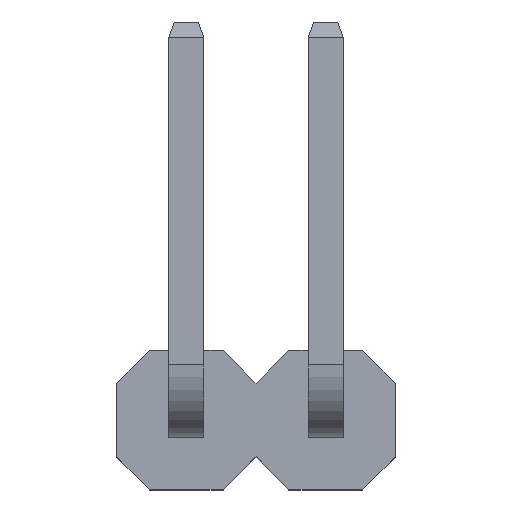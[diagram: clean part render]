
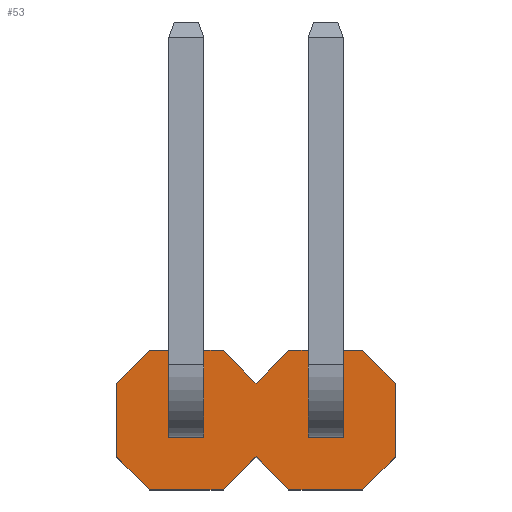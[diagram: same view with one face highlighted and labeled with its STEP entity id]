
A CAD part, top view. The second image highlights one B-rep face of the part: STEP entity #53.
In plain terms, the highlighted planar face has unit normal (0, 0, 1).
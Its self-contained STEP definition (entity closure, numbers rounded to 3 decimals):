
#53=ADVANCED_FACE('',(#665,#667,#669),#671,.T.);
#665=FACE_BOUND('',#666,.T.);
#666=EDGE_LOOP('',(#1149,#1150,#1151,#1152,#1153,#1154,#1155,#1156,#1157,#1158,#1159,
#1160,#1161,#1162));
#667=FACE_BOUND('',#668,.T.);
#668=EDGE_LOOP('',(#1163,#1164,#1165,#1166));
#669=FACE_BOUND('',#670,.T.);
#670=EDGE_LOOP('',(#1167,#1168,#1169,#1170));
#671=PLANE('',#672);
#672=AXIS2_PLACEMENT_3D('',#673,#674,#675);
#673=CARTESIAN_POINT('',(0.,0.,2.5));
#674=DIRECTION('',(0.,0.,1.));
#675=DIRECTION('',(1.,0.,0.));
#1149=ORIENTED_EDGE('',*,*,#1489,.T.);
#1150=ORIENTED_EDGE('',*,*,#1490,.T.);
#1151=ORIENTED_EDGE('',*,*,#1491,.T.);
#1152=ORIENTED_EDGE('',*,*,#1492,.T.);
#1153=ORIENTED_EDGE('',*,*,#1493,.T.);
#1154=ORIENTED_EDGE('',*,*,#1494,.T.);
#1155=ORIENTED_EDGE('',*,*,#1495,.T.);
#1156=ORIENTED_EDGE('',*,*,#1496,.T.);
#1157=ORIENTED_EDGE('',*,*,#1497,.T.);
#1158=ORIENTED_EDGE('',*,*,#1498,.T.);
#1159=ORIENTED_EDGE('',*,*,#1499,.T.);
#1160=ORIENTED_EDGE('',*,*,#1500,.T.);
#1161=ORIENTED_EDGE('',*,*,#1501,.T.);
#1162=ORIENTED_EDGE('',*,*,#1502,.T.);
#1163=ORIENTED_EDGE('',*,*,#1503,.F.);
#1164=ORIENTED_EDGE('',*,*,#1504,.F.);
#1165=ORIENTED_EDGE('',*,*,#1505,.F.);
#1166=ORIENTED_EDGE('',*,*,#1506,.F.);
#1167=ORIENTED_EDGE('',*,*,#1507,.F.);
#1168=ORIENTED_EDGE('',*,*,#1508,.F.);
#1169=ORIENTED_EDGE('',*,*,#1509,.F.);
#1170=ORIENTED_EDGE('',*,*,#1510,.F.);
#1489=EDGE_CURVE('',#1659,#1660,#1661,.T.);
#1490=EDGE_CURVE('',#1660,#1662,#1663,.T.);
#1491=EDGE_CURVE('',#1662,#1664,#1665,.T.);
#1492=EDGE_CURVE('',#1664,#1666,#1667,.T.);
#1493=EDGE_CURVE('',#1666,#1668,#1669,.T.);
#1494=EDGE_CURVE('',#1668,#1670,#1671,.T.);
#1495=EDGE_CURVE('',#1670,#1672,#1673,.T.);
#1496=EDGE_CURVE('',#1672,#1674,#1675,.T.);
#1497=EDGE_CURVE('',#1674,#1676,#1677,.T.);
#1498=EDGE_CURVE('',#1676,#1678,#1679,.T.);
#1499=EDGE_CURVE('',#1678,#1680,#1681,.T.);
#1500=EDGE_CURVE('',#1680,#1682,#1683,.T.);
#1501=EDGE_CURVE('',#1682,#1684,#1685,.T.);
#1502=EDGE_CURVE('',#1684,#1659,#1686,.T.);
#1503=EDGE_CURVE('',#1687,#1688,#1689,.T.);
#1504=EDGE_CURVE('',#1690,#1687,#1691,.T.);
#1505=EDGE_CURVE('',#1692,#1690,#1693,.T.);
#1506=EDGE_CURVE('',#1688,#1692,#1694,.T.);
#1507=EDGE_CURVE('',#1695,#1696,#1697,.T.);
#1508=EDGE_CURVE('',#1698,#1695,#1699,.T.);
#1509=EDGE_CURVE('',#1700,#1698,#1701,.T.);
#1510=EDGE_CURVE('',#1696,#1700,#1702,.T.);
#1659=VERTEX_POINT('',#1937);
#1660=VERTEX_POINT('',#1938);
#1661=LINE('',#1939,#1940);
#1662=VERTEX_POINT('',#1942);
#1663=LINE('',#1943,#1944);
#1664=VERTEX_POINT('',#1946);
#1665=LINE('',#1947,#1948);
#1666=VERTEX_POINT('',#1950);
#1667=LINE('',#1951,#1952);
#1668=VERTEX_POINT('',#1954);
#1669=LINE('',#1955,#1956);
#1670=VERTEX_POINT('',#1958);
#1671=LINE('',#1959,#1960);
#1672=VERTEX_POINT('',#1962);
#1673=LINE('',#1963,#1964);
#1674=VERTEX_POINT('',#1966);
#1675=LINE('',#1967,#1968);
#1676=VERTEX_POINT('',#1970);
#1677=LINE('',#1971,#1972);
#1678=VERTEX_POINT('',#1974);
#1679=LINE('',#1975,#1976);
#1680=VERTEX_POINT('',#1978);
#1681=LINE('',#1979,#1980);
#1682=VERTEX_POINT('',#1982);
#1683=LINE('',#1983,#1984);
#1684=VERTEX_POINT('',#1986);
#1685=LINE('',#1987,#1988);
#1686=LINE('',#1990,#1991);
#1687=VERTEX_POINT('',#1993);
#1688=VERTEX_POINT('',#1994);
#1689=LINE('',#1995,#1996);
#1690=VERTEX_POINT('',#1998);
#1691=LINE('',#1999,#2000);
#1692=VERTEX_POINT('',#2002);
#1693=LINE('',#2003,#2004);
#1694=LINE('',#2006,#2007);
#1695=VERTEX_POINT('',#2009);
#1696=VERTEX_POINT('',#2010);
#1697=LINE('',#2011,#2012);
#1698=VERTEX_POINT('',#2014);
#1699=LINE('',#2015,#2016);
#1700=VERTEX_POINT('',#2018);
#1701=LINE('',#2019,#2020);
#1702=LINE('',#2022,#2023);
#1937=CARTESIAN_POINT('',(0.67,-1.27,2.5));
#1938=CARTESIAN_POINT('',(1.27,-0.67,2.5));
#1939=CARTESIAN_POINT('',(0.67,-1.27,2.5));
#1940=VECTOR('',#1941,1.);
#1941=DIRECTION('',(0.707,0.707,0.));
#1942=CARTESIAN_POINT('',(1.87,-1.27,2.5));
#1943=CARTESIAN_POINT('',(1.27,-0.67,2.5));
#1944=VECTOR('',#1945,1.);
#1945=DIRECTION('',(0.707,-0.707,0.));
#1946=CARTESIAN_POINT('',(3.21,-1.27,2.5));
#1947=CARTESIAN_POINT('',(1.87,-1.27,2.5));
#1948=VECTOR('',#1949,1.);
#1949=DIRECTION('',(1.,0.,0.));
#1950=CARTESIAN_POINT('',(3.81,-0.67,2.5));
#1951=CARTESIAN_POINT('',(3.21,-1.27,2.5));
#1952=VECTOR('',#1953,1.);
#1953=DIRECTION('',(0.707,0.707,0.));
#1954=CARTESIAN_POINT('',(3.81,0.67,2.5));
#1955=CARTESIAN_POINT('',(3.81,-0.67,2.5));
#1956=VECTOR('',#1957,1.);
#1957=DIRECTION('',(0.,1.,0.));
#1958=CARTESIAN_POINT('',(3.21,1.27,2.5));
#1959=CARTESIAN_POINT('',(3.81,0.67,2.5));
#1960=VECTOR('',#1961,1.);
#1961=DIRECTION('',(-0.707,0.707,0.));
#1962=CARTESIAN_POINT('',(1.87,1.27,2.5));
#1963=CARTESIAN_POINT('',(3.21,1.27,2.5));
#1964=VECTOR('',#1965,1.);
#1965=DIRECTION('',(-1.,0.,0.));
#1966=CARTESIAN_POINT('',(1.27,0.67,2.5));
#1967=CARTESIAN_POINT('',(1.87,1.27,2.5));
#1968=VECTOR('',#1969,1.);
#1969=DIRECTION('',(-0.707,-0.707,0.));
#1970=CARTESIAN_POINT('',(0.67,1.27,2.5));
#1971=CARTESIAN_POINT('',(1.27,0.67,2.5));
#1972=VECTOR('',#1973,1.);
#1973=DIRECTION('',(-0.707,0.707,0.));
#1974=CARTESIAN_POINT('',(-0.67,1.27,2.5));
#1975=CARTESIAN_POINT('',(0.67,1.27,2.5));
#1976=VECTOR('',#1977,1.);
#1977=DIRECTION('',(-1.,0.,0.));
#1978=CARTESIAN_POINT('',(-1.27,0.67,2.5));
#1979=CARTESIAN_POINT('',(-0.67,1.27,2.5));
#1980=VECTOR('',#1981,1.);
#1981=DIRECTION('',(-0.707,-0.707,0.));
#1982=CARTESIAN_POINT('',(-1.27,-0.67,2.5));
#1983=CARTESIAN_POINT('',(-1.27,0.67,2.5));
#1984=VECTOR('',#1985,1.);
#1985=DIRECTION('',(0.,-1.,0.));
#1986=CARTESIAN_POINT('',(-0.67,-1.27,2.5));
#1987=CARTESIAN_POINT('',(-1.27,-0.67,2.5));
#1988=VECTOR('',#1989,1.);
#1989=DIRECTION('',(0.707,-0.707,0.));
#1990=CARTESIAN_POINT('',(-0.67,-1.27,2.5));
#1991=VECTOR('',#1992,1.);
#1992=DIRECTION('',(1.,0.,0.));
#1993=CARTESIAN_POINT('',(2.86,0.32,2.5));
#1994=CARTESIAN_POINT('',(2.22,0.32,2.5));
#1995=CARTESIAN_POINT('',(2.86,0.32,2.5));
#1996=VECTOR('',#1997,1.);
#1997=DIRECTION('',(-1.,0.,0.));
#1998=CARTESIAN_POINT('',(2.86,-0.32,2.5));
#1999=CARTESIAN_POINT('',(2.86,-0.32,2.5));
#2000=VECTOR('',#2001,1.);
#2001=DIRECTION('',(0.,1.,0.));
#2002=CARTESIAN_POINT('',(2.22,-0.32,2.5));
#2003=CARTESIAN_POINT('',(2.22,-0.32,2.5));
#2004=VECTOR('',#2005,1.);
#2005=DIRECTION('',(1.,0.,0.));
#2006=CARTESIAN_POINT('',(2.22,0.32,2.5));
#2007=VECTOR('',#2008,1.);
#2008=DIRECTION('',(0.,-1.,0.));
#2009=CARTESIAN_POINT('',(0.32,0.32,2.5));
#2010=CARTESIAN_POINT('',(-0.32,0.32,2.5));
#2011=CARTESIAN_POINT('',(0.32,0.32,2.5));
#2012=VECTOR('',#2013,1.);
#2013=DIRECTION('',(-1.,0.,0.));
#2014=CARTESIAN_POINT('',(0.32,-0.32,2.5));
#2015=CARTESIAN_POINT('',(0.32,-0.32,2.5));
#2016=VECTOR('',#2017,1.);
#2017=DIRECTION('',(0.,1.,0.));
#2018=CARTESIAN_POINT('',(-0.32,-0.32,2.5));
#2019=CARTESIAN_POINT('',(-0.32,-0.32,2.5));
#2020=VECTOR('',#2021,1.);
#2021=DIRECTION('',(1.,0.,0.));
#2022=CARTESIAN_POINT('',(-0.32,0.32,2.5));
#2023=VECTOR('',#2024,1.);
#2024=DIRECTION('',(0.,-1.,0.));
